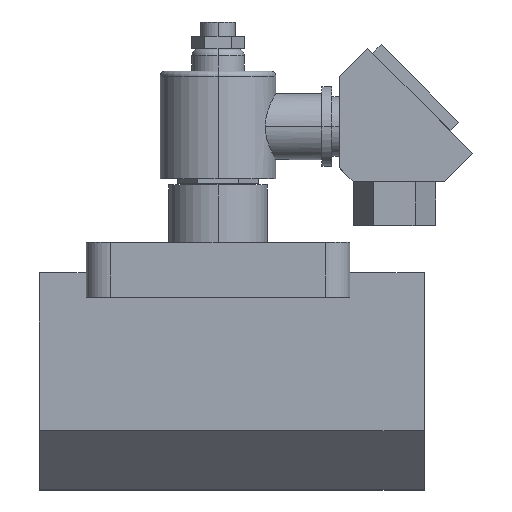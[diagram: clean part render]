
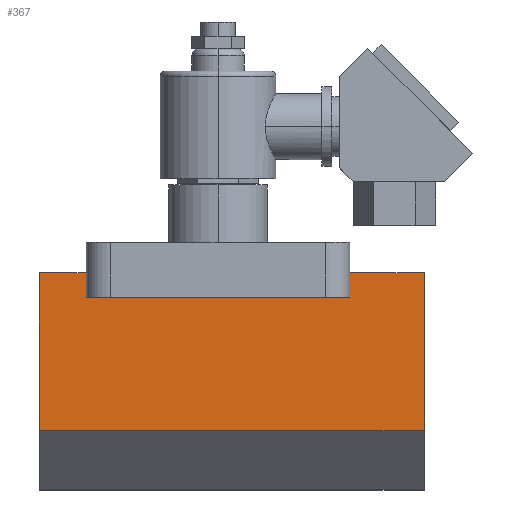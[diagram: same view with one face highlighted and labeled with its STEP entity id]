
A CAD part, top view. The second image highlights one B-rep face of the part: STEP entity #367.
In plain terms, the highlighted planar face has unit normal (0, 0, 1).
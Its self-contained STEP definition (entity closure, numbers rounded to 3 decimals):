
#93 = DIRECTION ( 'NONE',  ( 0., -1., 0. ) ) ;
#106 = VERTEX_POINT ( 'NONE', #1376 ) ;
#157 = FACE_OUTER_BOUND ( 'NONE', #958, .T. ) ;
#225 = LINE ( 'NONE', #1211, #788 ) ;
#234 = EDGE_CURVE ( 'NONE', #545, #1526, #290, .T. ) ;
#241 = CARTESIAN_POINT ( 'NONE',  ( -48., -24.8, 37. ) ) ;
#290 = LINE ( 'NONE', #1330, #409 ) ;
#292 = CARTESIAN_POINT ( 'NONE',  ( -65., -82.3, 37. ) ) ;
#367 = ADVANCED_FACE ( 'NONE', ( #157 ), #435, .F. ) ;
#400 = CARTESIAN_POINT ( 'NONE',  ( 48., -33.8, 37. ) ) ;
#409 = VECTOR ( 'NONE', #2005, 1000. ) ;
#412 = VECTOR ( 'NONE', #2242, 1000. ) ;
#416 = ORIENTED_EDGE ( 'NONE', *, *, #234, .T. ) ;
#435 = PLANE ( 'NONE',  #568 ) ;
#437 = ORIENTED_EDGE ( 'NONE', *, *, #2245, .T. ) ;
#476 = ORIENTED_EDGE ( 'NONE', *, *, #1964, .F. ) ;
#545 = VERTEX_POINT ( 'NONE', #241 ) ;
#568 = AXIS2_PLACEMENT_3D ( 'NONE', #2829, #2392, #2336 ) ;
#674 = ORIENTED_EDGE ( 'NONE', *, *, #707, .F. ) ;
#707 = EDGE_CURVE ( 'NONE', #2408, #2315, #780, .T. ) ;
#735 = VERTEX_POINT ( 'NONE', #2272 ) ;
#764 = ORIENTED_EDGE ( 'NONE', *, *, #2821, .F. ) ;
#776 = EDGE_CURVE ( 'NONE', #2315, #106, #2823, .T. ) ;
#780 = LINE ( 'NONE', #1267, #412 ) ;
#788 = VECTOR ( 'NONE', #3040, 1000. ) ;
#872 = LINE ( 'NONE', #1607, #2826 ) ;
#889 = DIRECTION ( 'NONE',  ( -1., 0., 0. ) ) ;
#958 = EDGE_LOOP ( 'NONE', ( #764, #416, #437, #476, #1551, #2522, #2205, #674 ) ) ;
#983 = VERTEX_POINT ( 'NONE', #2453 ) ;
#1166 = DIRECTION ( 'NONE',  ( 0., 1., 0. ) ) ;
#1211 = CARTESIAN_POINT ( 'NONE',  ( 75., -24.8, 37. ) ) ;
#1240 = DIRECTION ( 'NONE',  ( 0., -1., 0. ) ) ;
#1267 = CARTESIAN_POINT ( 'NONE',  ( 48., -33.8, 37. ) ) ;
#1320 = CARTESIAN_POINT ( 'NONE',  ( -65., -24.8, 37. ) ) ;
#1330 = CARTESIAN_POINT ( 'NONE',  ( 75., -24.8, 37. ) ) ;
#1338 = LINE ( 'NONE', #2311, #2444 ) ;
#1376 = CARTESIAN_POINT ( 'NONE',  ( 48., -24.8, 37. ) ) ;
#1526 = VERTEX_POINT ( 'NONE', #1320 ) ;
#1551 = ORIENTED_EDGE ( 'NONE', *, *, #2297, .F. ) ;
#1607 = CARTESIAN_POINT ( 'NONE',  ( 75., -82.3, 37. ) ) ;
#1663 = VECTOR ( 'NONE', #1166, 1000. ) ;
#1720 = LINE ( 'NONE', #2236, #2552 ) ;
#1964 = EDGE_CURVE ( 'NONE', #983, #2653, #872, .T. ) ;
#2005 = DIRECTION ( 'NONE',  ( -1., 0., 0. ) ) ;
#2205 = ORIENTED_EDGE ( 'NONE', *, *, #776, .F. ) ;
#2236 = CARTESIAN_POINT ( 'NONE',  ( -48., -33.8, 37. ) ) ;
#2242 = DIRECTION ( 'NONE',  ( 1., 0., 0. ) ) ;
#2245 = EDGE_CURVE ( 'NONE', #1526, #2653, #2370, .T. ) ;
#2272 = CARTESIAN_POINT ( 'NONE',  ( 75., -24.8, 37. ) ) ;
#2297 = EDGE_CURVE ( 'NONE', #735, #983, #1338, .T. ) ;
#2311 = CARTESIAN_POINT ( 'NONE',  ( 75., -24.8, 37. ) ) ;
#2315 = VERTEX_POINT ( 'NONE', #400 ) ;
#2336 = DIRECTION ( 'NONE',  ( 0., 1., 0. ) ) ;
#2370 = LINE ( 'NONE', #2766, #2590 ) ;
#2392 = DIRECTION ( 'NONE',  ( 0., 0., -1. ) ) ;
#2408 = VERTEX_POINT ( 'NONE', #2800 ) ;
#2444 = VECTOR ( 'NONE', #93, 1000. ) ;
#2453 = CARTESIAN_POINT ( 'NONE',  ( 75., -82.3, 37. ) ) ;
#2522 = ORIENTED_EDGE ( 'NONE', *, *, #3145, .T. ) ;
#2552 = VECTOR ( 'NONE', #1240, 1000. ) ;
#2590 = VECTOR ( 'NONE', #3021, 1000. ) ;
#2653 = VERTEX_POINT ( 'NONE', #292 ) ;
#2766 = CARTESIAN_POINT ( 'NONE',  ( -65., -24.8, 37. ) ) ;
#2800 = CARTESIAN_POINT ( 'NONE',  ( -48., -33.8, 37. ) ) ;
#2821 = EDGE_CURVE ( 'NONE', #545, #2408, #1720, .T. ) ;
#2823 = LINE ( 'NONE', #2872, #1663 ) ;
#2826 = VECTOR ( 'NONE', #889, 1000. ) ;
#2829 = CARTESIAN_POINT ( 'NONE',  ( 75., -24.8, 37. ) ) ;
#2872 = CARTESIAN_POINT ( 'NONE',  ( 48., -33.8, 37. ) ) ;
#3021 = DIRECTION ( 'NONE',  ( 0., -1., 0. ) ) ;
#3040 = DIRECTION ( 'NONE',  ( -1., 0., 0. ) ) ;
#3145 = EDGE_CURVE ( 'NONE', #735, #106, #225, .T. ) ;
